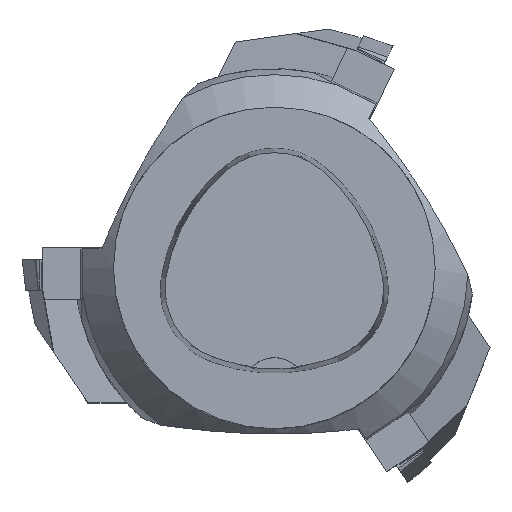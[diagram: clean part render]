
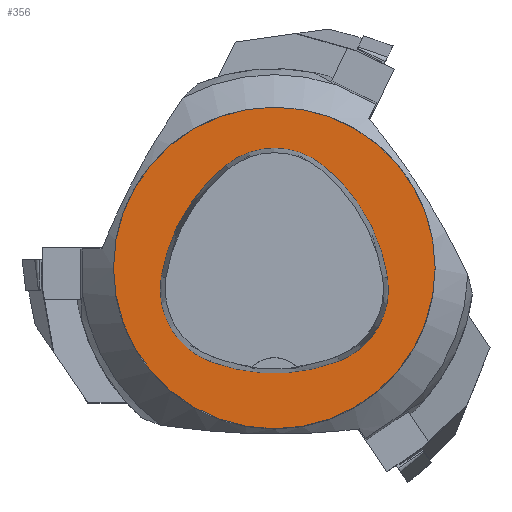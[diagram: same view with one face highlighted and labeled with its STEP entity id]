
A CAD part, top view. The second image highlights one B-rep face of the part: STEP entity #356.
In plain terms, the highlighted planar face has unit normal (0, 0, 1).
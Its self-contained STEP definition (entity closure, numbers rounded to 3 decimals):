
#172=PLANE('',#1962);
#356=ADVANCED_FACE('',(#514,#515),#172,.T.);
#457=CIRCLE('',#1933,25.);
#459=CIRCLE('',#1940,28.);
#461=CIRCLE('',#1943,12.);
#463=CIRCLE('',#1946,28.);
#465=CIRCLE('',#1949,12.);
#469=CIRCLE('',#1954,28.);
#471=CIRCLE('',#1957,12.);
#514=FACE_BOUND('',#559,.T.);
#515=FACE_BOUND('',#560,.T.);
#559=EDGE_LOOP('',(#742,#743,#744,#745,#746,#747));
#560=EDGE_LOOP('',(#748));
#742=ORIENTED_EDGE('',*,*,#1341,.T.);
#743=ORIENTED_EDGE('',*,*,#1321,.T.);
#744=ORIENTED_EDGE('',*,*,#1325,.T.);
#745=ORIENTED_EDGE('',*,*,#1328,.T.);
#746=ORIENTED_EDGE('',*,*,#1331,.T.);
#747=ORIENTED_EDGE('',*,*,#1339,.T.);
#748=ORIENTED_EDGE('',*,*,#1311,.F.);
#1154=VERTEX_POINT('',#2664);
#1164=VERTEX_POINT('',#2685);
#1165=VERTEX_POINT('',#2686);
#1168=VERTEX_POINT('',#2694);
#1170=VERTEX_POINT('',#2700);
#1172=VERTEX_POINT('',#2706);
#1179=VERTEX_POINT('',#2727);
#1311=EDGE_CURVE('',#1154,#1154,#457,.T.);
#1321=EDGE_CURVE('',#1164,#1165,#459,.T.);
#1325=EDGE_CURVE('',#1165,#1168,#461,.T.);
#1328=EDGE_CURVE('',#1168,#1170,#463,.T.);
#1331=EDGE_CURVE('',#1170,#1172,#465,.T.);
#1339=EDGE_CURVE('',#1172,#1179,#469,.T.);
#1341=EDGE_CURVE('',#1179,#1164,#471,.T.);
#1933=AXIS2_PLACEMENT_3D('',#2663,#2138,#2139);
#1940=AXIS2_PLACEMENT_3D('',#2684,#2156,#2157);
#1943=AXIS2_PLACEMENT_3D('',#2693,#2164,#2165);
#1946=AXIS2_PLACEMENT_3D('',#2699,#2171,#2172);
#1949=AXIS2_PLACEMENT_3D('',#2705,#2178,#2179);
#1954=AXIS2_PLACEMENT_3D('',#2728,#2190,#2191);
#1957=AXIS2_PLACEMENT_3D('',#2731,#2196,#2197);
#1962=AXIS2_PLACEMENT_3D('',#2736,#2206,#2207);
#2138=DIRECTION('',(0.,0.,-1.));
#2139=DIRECTION('',(-1.,0.,0.));
#2156=DIRECTION('',(0.,0.,-1.));
#2157=DIRECTION('',(-1.,0.,0.));
#2164=DIRECTION('',(0.,0.,-1.));
#2165=DIRECTION('',(-1.,0.,0.));
#2171=DIRECTION('',(0.,0.,-1.));
#2172=DIRECTION('',(-1.,0.,0.));
#2178=DIRECTION('',(0.,0.,-1.));
#2179=DIRECTION('',(-1.,0.,0.));
#2190=DIRECTION('',(0.,0.,-1.));
#2191=DIRECTION('',(-1.,0.,0.));
#2196=DIRECTION('',(0.,0.,-1.));
#2197=DIRECTION('',(-1.,0.,0.));
#2206=DIRECTION('',(0.,0.,1.));
#2207=DIRECTION('',(1.,0.,0.));
#2663=CARTESIAN_POINT('',(0.,0.,0.));
#2664=CARTESIAN_POINT('',(-25.,0.,0.));
#2684=CARTESIAN_POINT('',(10.068,-5.824,0.));
#2685=CARTESIAN_POINT('',(-17.584,-1.424,0.));
#2686=CARTESIAN_POINT('',(-7.531,15.953,0.));
#2693=CARTESIAN_POINT('',(0.011,6.62,0.));
#2694=CARTESIAN_POINT('',(7.567,15.942,0.));
#2699=CARTESIAN_POINT('',(-10.063,-5.81,0.));
#2700=CARTESIAN_POINT('',(17.59,-1.418,0.));
#2705=CARTESIAN_POINT('',(5.739,-3.3,0.));
#2706=CARTESIAN_POINT('',(10.05,-14.499,0.));
#2727=CARTESIAN_POINT('',(-10.025,-14.516,0.));
#2728=CARTESIAN_POINT('',(-0.01,11.631,0.));
#2731=CARTESIAN_POINT('',(-5.733,-3.31,0.));
#2736=CARTESIAN_POINT('',(0.,0.,0.));
